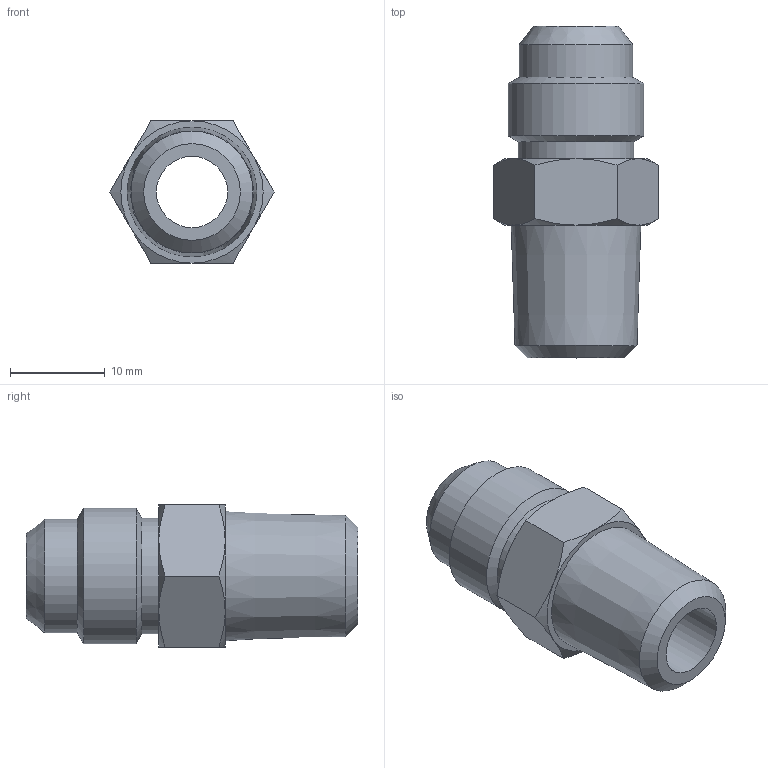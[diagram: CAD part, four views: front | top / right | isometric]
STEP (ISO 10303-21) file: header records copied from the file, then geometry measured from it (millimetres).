
FILE_DESCRIPTION(/* description */ (''),/* implementation_level */ '2;1');
FILE_NAME(/* name */ 'annip06a_115186.stp',/* time_stamp */ '2020-12-18T10:46:40+01:00',/* author */ ('002245'),/* organization */ (''),/* preprocessor_version */ 'ST-DEVELOPER v17.2',/* originating_system */ 'Autodesk Inventor 2019',/* authorisation */ '');
FILE_SCHEMA (('AUTOMOTIVE_DESIGN { 1 0 10303 214 3 1 1 }'));
Length unit declared in the file: millimetre
Products named in the file (1): annip06a
Bounding box: 17.32 x 35 x 15 mm (x, y, z)
Volume: 3532.2 mm3; surface area: 2583.2 mm2
Topology: 1 solids, 1 shells, 31 faces, 70 edges, 43 vertices
Faces by surface type: cone 17, plane 10, cylinder 4
Full cylindrical faces by diameter (mm): 7.5 x1, 12 x1, 12.2 x1, 14.288 x1
Entity records: 888 total; most frequent: CARTESIAN_POINT 193, DIRECTION 141, ORIENTED_EDGE 140, EDGE_CURVE 70, AXIS2_PLACEMENT_3D 63, VERTEX_POINT 43, EDGE_LOOP 35, FACE_OUTER_BOUND 31
